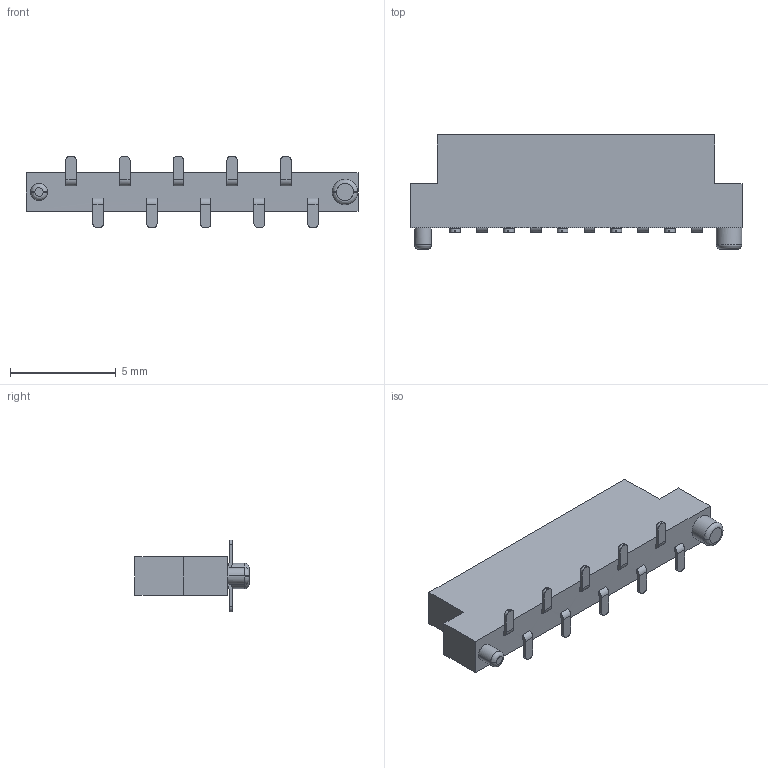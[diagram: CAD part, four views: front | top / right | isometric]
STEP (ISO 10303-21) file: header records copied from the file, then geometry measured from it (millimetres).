
FILE_DESCRIPTION( ('This file contains a STEP AP42 implementation' ,'as created by ZW3D STEP Interface translator.') ,'2;1' );
FILE_NAME( '2344-1XXMXXCUNX3.stp' ,'23 410.17 053', (''), ('ZWCAD Software Co.'), 'Version 1.0', 'ZW3D to STEP translator', '' );
FILE_SCHEMA(('AUTOMOTIVE_DESIGN { 1 0 10303 214 1 1 1 1 }'));
Length unit declared in the file: millimetre
Products named in the file (2): 0; 2344-110mrxxcunx3
Bounding box: 15.7 x 5.4 x 3.4 mm (x, y, z)
Volume: 93.2 mm3; surface area: 482.2 mm2
Topology: 1 solids, 1 shells, 1114 faces, 3256 edges, 2126 vertices
Faces by surface type: plane 702, cylinder 280, bspline 132
Entity records: 50541 total; most frequent: CARTESIAN_POINT 26519, ORIENTED_EDGE 6512, EDGE_CURVE 3256, B_SPLINE_CURVE_WITH_KNOTS 3126, VERTEX_POINT 2126, DIRECTION 2096, EDGE_LOOP 1196, FACE_OUTER_BOUND 1114
